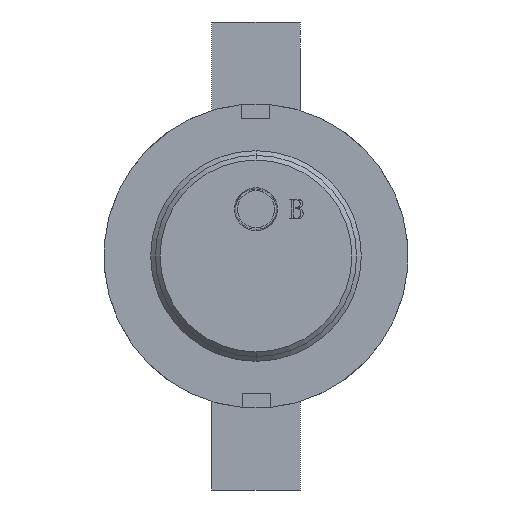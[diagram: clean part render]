
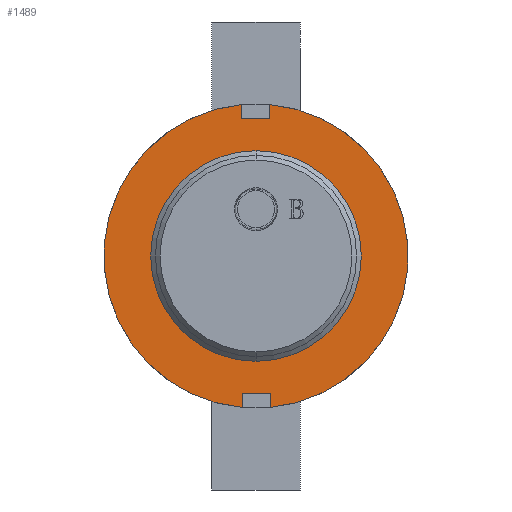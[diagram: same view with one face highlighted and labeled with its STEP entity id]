
A CAD part, front view. The second image highlights one B-rep face of the part: STEP entity #1489.
In plain terms, the highlighted face is planar.
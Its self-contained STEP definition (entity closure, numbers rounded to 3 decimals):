
#85 = AXIS2_PLACEMENT_3D ( 'NONE', #5292, #5291, #5290 ) ;
#87 = AXIS2_PLACEMENT_3D ( 'NONE', #5356, #5355, #5354 ) ;
#119 = AXIS2_PLACEMENT_3D ( 'NONE', #6587, #6579, #6578 ) ;
#348 = VERTEX_POINT ( 'NONE', #3381 ) ;
#381 = FACE_OUTER_BOUND ( 'NONE', #1216, .T. ) ;
#428 = VERTEX_POINT ( 'NONE', #3337 ) ;
#433 = VERTEX_POINT ( 'NONE', #3334 ) ;
#434 = VERTEX_POINT ( 'NONE', #3341 ) ;
#443 = VERTEX_POINT ( 'NONE', #3329 ) ;
#444 = VERTEX_POINT ( 'NONE', #3328 ) ;
#446 = VERTEX_POINT ( 'NONE', #3327 ) ;
#537 = FACE_BOUND ( 'NONE', #894, .T. ) ;
#651 = VERTEX_POINT ( 'NONE', #3275 ) ;
#894 = EDGE_LOOP ( 'NONE', ( #4203, #4218 ) ) ;
#950 = VERTEX_POINT ( 'NONE', #3194 ) ;
#974 = VERTEX_POINT ( 'NONE', #3186 ) ;
#1216 = EDGE_LOOP ( 'NONE', ( #4227, #4215, #4209, #4208, #4207, #4206, #4205, #4204 ) ) ;
#1295 = AXIS2_PLACEMENT_3D ( 'NONE', #4903, #4902, #4901 ) ;
#1296 = AXIS2_PLACEMENT_3D ( 'NONE', #4908, #4907, #4906 ) ;
#1489 = ADVANCED_FACE ( 'NONE', ( #381, #537 ), #6581, .F. ) ;
#1704 = CIRCLE ( 'NONE', #87, 32.5 ) ;
#1732 = VECTOR ( 'NONE', #4844, 1000. ) ;
#1758 = VECTOR ( 'NONE', #5934, 1000. ) ;
#1830 = CIRCLE ( 'NONE', #1295, 21.75 ) ;
#1901 = VECTOR ( 'NONE', #5415, 1000. ) ;
#1904 = LINE ( 'NONE', #5257, #2045 ) ;
#1957 = VECTOR ( 'NONE', #5027, 1000. ) ;
#2026 = LINE ( 'NONE', #5703, #1758 ) ;
#2045 = VECTOR ( 'NONE', #5256, 1000. ) ;
#2087 = LINE ( 'NONE', #5028, #1957 ) ;
#2364 = LINE ( 'NONE', #4845, #1732 ) ;
#2464 = CIRCLE ( 'NONE', #1296, 32.5 ) ;
#2478 = LINE ( 'NONE', #4905, #2831 ) ;
#2719 = LINE ( 'NONE', #5416, #1901 ) ;
#2781 = CIRCLE ( 'NONE', #85, 21.75 ) ;
#2831 = VECTOR ( 'NONE', #4904, 1000. ) ;
#3186 = CARTESIAN_POINT ( 'NONE',  ( 32.361, -3., 0. ) ) ;
#3194 = CARTESIAN_POINT ( 'NONE',  ( -21.75, 0., 0. ) ) ;
#3275 = CARTESIAN_POINT ( 'NONE',  ( 21.75, 0., 0. ) ) ;
#3327 = CARTESIAN_POINT ( 'NONE',  ( 32.361, 3., 0. ) ) ;
#3328 = CARTESIAN_POINT ( 'NONE',  ( -32.361, -3., 0. ) ) ;
#3329 = CARTESIAN_POINT ( 'NONE',  ( -32.361, 3., 0. ) ) ;
#3334 = CARTESIAN_POINT ( 'NONE',  ( 29.361, -3., 0. ) ) ;
#3337 = CARTESIAN_POINT ( 'NONE',  ( -29.361, 3., 0. ) ) ;
#3341 = CARTESIAN_POINT ( 'NONE',  ( -29.361, -3., 0. ) ) ;
#3381 = CARTESIAN_POINT ( 'NONE',  ( 29.361, 3., 0. ) ) ;
#4203 = ORIENTED_EDGE ( 'NONE', *, *, #4670, .T. ) ;
#4204 = ORIENTED_EDGE ( 'NONE', *, *, #4574, .F. ) ;
#4205 = ORIENTED_EDGE ( 'NONE', *, *, #4669, .F. ) ;
#4206 = ORIENTED_EDGE ( 'NONE', *, *, #4534, .F. ) ;
#4207 = ORIENTED_EDGE ( 'NONE', *, *, #4667, .F. ) ;
#4208 = ORIENTED_EDGE ( 'NONE', *, *, #4684, .F. ) ;
#4209 = ORIENTED_EDGE ( 'NONE', *, *, #4467, .F. ) ;
#4215 = ORIENTED_EDGE ( 'NONE', *, *, #4646, .F. ) ;
#4218 = ORIENTED_EDGE ( 'NONE', *, *, #4562, .T. ) ;
#4227 = ORIENTED_EDGE ( 'NONE', *, *, #4552, .F. ) ;
#4467 = EDGE_CURVE ( 'NONE', #433, #348, #2026, .T. ) ;
#4534 = EDGE_CURVE ( 'NONE', #434, #444, #2719, .T. ) ;
#4552 = EDGE_CURVE ( 'NONE', #446, #443, #1704, .T. ) ;
#4562 = EDGE_CURVE ( 'NONE', #651, #950, #2781, .T. ) ;
#4574 = EDGE_CURVE ( 'NONE', #443, #428, #1904, .T. ) ;
#4646 = EDGE_CURVE ( 'NONE', #348, #446, #2087, .T. ) ;
#4667 = EDGE_CURVE ( 'NONE', #444, #974, #2464, .T. ) ;
#4669 = EDGE_CURVE ( 'NONE', #428, #434, #2478, .T. ) ;
#4670 = EDGE_CURVE ( 'NONE', #950, #651, #1830, .T. ) ;
#4684 = EDGE_CURVE ( 'NONE', #974, #433, #2364, .T. ) ;
#4844 = DIRECTION ( 'NONE',  ( -1., 0., 0. ) ) ;
#4845 = CARTESIAN_POINT ( 'NONE',  ( 29.361, -3., 0. ) ) ;
#4901 = DIRECTION ( 'NONE',  ( 1., 0., 0. ) ) ;
#4902 = DIRECTION ( 'NONE',  ( 0., 0., 1. ) ) ;
#4903 = CARTESIAN_POINT ( 'NONE',  ( 0., 0., 0. ) ) ;
#4904 = DIRECTION ( 'NONE',  ( 0., -1., 0. ) ) ;
#4905 = CARTESIAN_POINT ( 'NONE',  ( -29.361, 3., 0. ) ) ;
#4906 = DIRECTION ( 'NONE',  ( 1., 0., 0. ) ) ;
#4907 = DIRECTION ( 'NONE',  ( 0., 0., 1. ) ) ;
#4908 = CARTESIAN_POINT ( 'NONE',  ( 0., 0., 0. ) ) ;
#5027 = DIRECTION ( 'NONE',  ( 1., 0., 0. ) ) ;
#5028 = CARTESIAN_POINT ( 'NONE',  ( 32.361, 3., 0. ) ) ;
#5256 = DIRECTION ( 'NONE',  ( 1., 0., 0. ) ) ;
#5257 = CARTESIAN_POINT ( 'NONE',  ( -32.361, 3., 0. ) ) ;
#5290 = DIRECTION ( 'NONE',  ( 1., 0., 0. ) ) ;
#5291 = DIRECTION ( 'NONE',  ( 0., 0., 1. ) ) ;
#5292 = CARTESIAN_POINT ( 'NONE',  ( 0., 0., 0. ) ) ;
#5354 = DIRECTION ( 'NONE',  ( 1., 0., 0. ) ) ;
#5355 = DIRECTION ( 'NONE',  ( 0., 0., 1. ) ) ;
#5356 = CARTESIAN_POINT ( 'NONE',  ( 0., 0., 0. ) ) ;
#5415 = DIRECTION ( 'NONE',  ( -1., 0., 0. ) ) ;
#5416 = CARTESIAN_POINT ( 'NONE',  ( -29.361, -3., 0. ) ) ;
#5703 = CARTESIAN_POINT ( 'NONE',  ( 29.361, 3., 0. ) ) ;
#5934 = DIRECTION ( 'NONE',  ( 0., 1., 0. ) ) ;
#6578 = DIRECTION ( 'NONE',  ( 1., 0., 0. ) ) ;
#6579 = DIRECTION ( 'NONE',  ( 0., 0., 1. ) ) ;
#6581 = PLANE ( 'NONE',  #119 ) ;
#6587 = CARTESIAN_POINT ( 'NONE',  ( 0., 0., 0. ) ) ;
